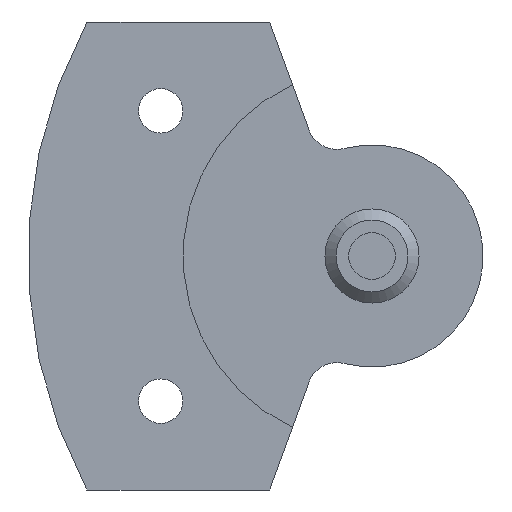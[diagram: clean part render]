
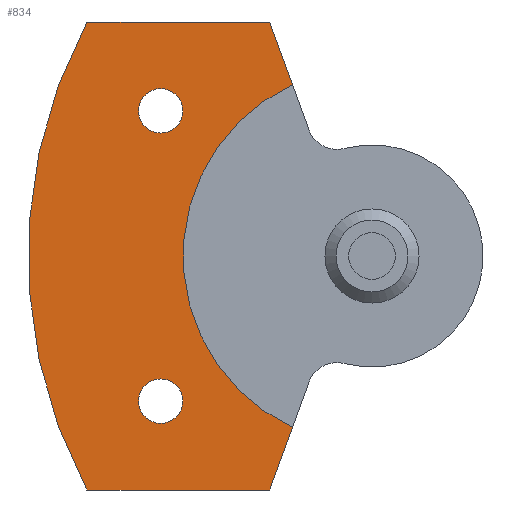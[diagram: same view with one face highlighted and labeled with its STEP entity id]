
A CAD part, front view. The second image highlights one B-rep face of the part: STEP entity #834.
In plain terms, the highlighted planar face has unit normal (0, -1, 0).
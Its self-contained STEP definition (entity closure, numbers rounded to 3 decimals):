
#14=FACE_BOUND('',#147,.T.);
#15=FACE_BOUND('',#148,.T.);
#72=PLANE('',#913);
#101=FACE_OUTER_BOUND('',#146,.T.);
#146=EDGE_LOOP('',(#615,#616,#617,#618,#619,#620));
#147=EDGE_LOOP('',(#621));
#148=EDGE_LOOP('',(#622));
#195=LINE('',#1265,#268);
#200=LINE('',#1275,#273);
#207=LINE('',#1294,#280);
#210=LINE('',#1300,#283);
#268=VECTOR('',#1016,1000.);
#273=VECTOR('',#1023,1000.);
#280=VECTOR('',#1042,10.);
#283=VECTOR('',#1047,10.);
#345=CIRCLE('',#914,33.431);
#346=CIRCLE('',#915,12.75);
#347=CIRCLE('',#916,1.5);
#348=CIRCLE('',#917,1.5);
#388=VERTEX_POINT('',#1262);
#389=VERTEX_POINT('',#1264);
#392=VERTEX_POINT('',#1272);
#393=VERTEX_POINT('',#1274);
#399=VERTEX_POINT('',#1292);
#401=VERTEX_POINT('',#1297);
#402=VERTEX_POINT('',#1304);
#403=VERTEX_POINT('',#1306);
#469=EDGE_CURVE('',#388,#389,#195,.T.);
#474=EDGE_CURVE('',#392,#393,#200,.T.);
#484=EDGE_CURVE('',#392,#399,#207,.T.);
#487=EDGE_CURVE('',#401,#389,#210,.T.);
#488=EDGE_CURVE('',#399,#401,#345,.T.);
#489=EDGE_CURVE('',#393,#388,#346,.T.);
#490=EDGE_CURVE('',#402,#402,#347,.T.);
#491=EDGE_CURVE('',#403,#403,#348,.T.);
#615=ORIENTED_EDGE('',*,*,#484,.T.);
#616=ORIENTED_EDGE('',*,*,#488,.T.);
#617=ORIENTED_EDGE('',*,*,#487,.T.);
#618=ORIENTED_EDGE('',*,*,#469,.F.);
#619=ORIENTED_EDGE('',*,*,#489,.F.);
#620=ORIENTED_EDGE('',*,*,#474,.F.);
#621=ORIENTED_EDGE('',*,*,#490,.T.);
#622=ORIENTED_EDGE('',*,*,#491,.T.);
#834=ADVANCED_FACE('',(#101,#14,#15),#72,.F.);
#913=AXIS2_PLACEMENT_3D('',#1301,#1048,#1049);
#914=AXIS2_PLACEMENT_3D('',#1302,#1050,#1051);
#915=AXIS2_PLACEMENT_3D('',#1303,#1052,#1053);
#916=AXIS2_PLACEMENT_3D('',#1305,#1054,#1055);
#917=AXIS2_PLACEMENT_3D('',#1307,#1056,#1057);
#1016=DIRECTION('',(-0.342,0.,-0.94));
#1023=DIRECTION('',(0.342,0.,-0.94));
#1042=DIRECTION('',(-1.,0.,0.));
#1047=DIRECTION('',(1.,0.,0.));
#1048=DIRECTION('center_axis',(0.,1.,0.));
#1049=DIRECTION('ref_axis',(1.,0.,0.));
#1050=DIRECTION('center_axis',(0.,-1.,0.));
#1051=DIRECTION('ref_axis',(1.,0.,0.));
#1052=DIRECTION('center_axis',(0.,-1.,0.));
#1053=DIRECTION('ref_axis',(-0.421,0.,0.907));
#1054=DIRECTION('center_axis',(0.,1.,0.));
#1055=DIRECTION('ref_axis',(1.,0.,0.));
#1056=DIRECTION('center_axis',(0.,1.,0.));
#1057=DIRECTION('ref_axis',(1.,0.,0.));
#1262=CARTESIAN_POINT('',(8.316,0.5,-33.299));
#1264=CARTESIAN_POINT('',(6.776,0.5,-37.531));
#1265=CARTESIAN_POINT('',(10.034,0.5,-28.579));
#1272=CARTESIAN_POINT('',(6.776,0.5,-5.938));
#1274=CARTESIAN_POINT('',(8.316,0.5,-10.17));
#1275=CARTESIAN_POINT('',(4.684,0.5,-0.19));
#1292=CARTESIAN_POINT('',(-5.564,0.5,-5.938));
#1294=CARTESIAN_POINT('',(-9.085,0.5,-5.938));
#1297=CARTESIAN_POINT('',(-5.564,0.5,-37.531));
#1300=CARTESIAN_POINT('',(0.479,0.5,-37.531));
#1301=CARTESIAN_POINT('Origin',(-9.531,0.5,-21.735));
#1302=CARTESIAN_POINT('Origin',(23.899,0.5,-21.735));
#1303=CARTESIAN_POINT('Origin',(13.686,0.5,-21.735));
#1304=CARTESIAN_POINT('',(-2.077,0.5,-11.938));
#1305=CARTESIAN_POINT('Origin',(-0.577,0.5,-11.938));
#1306=CARTESIAN_POINT('',(-2.077,0.5,-31.531));
#1307=CARTESIAN_POINT('Origin',(-0.577,0.5,-31.531));
